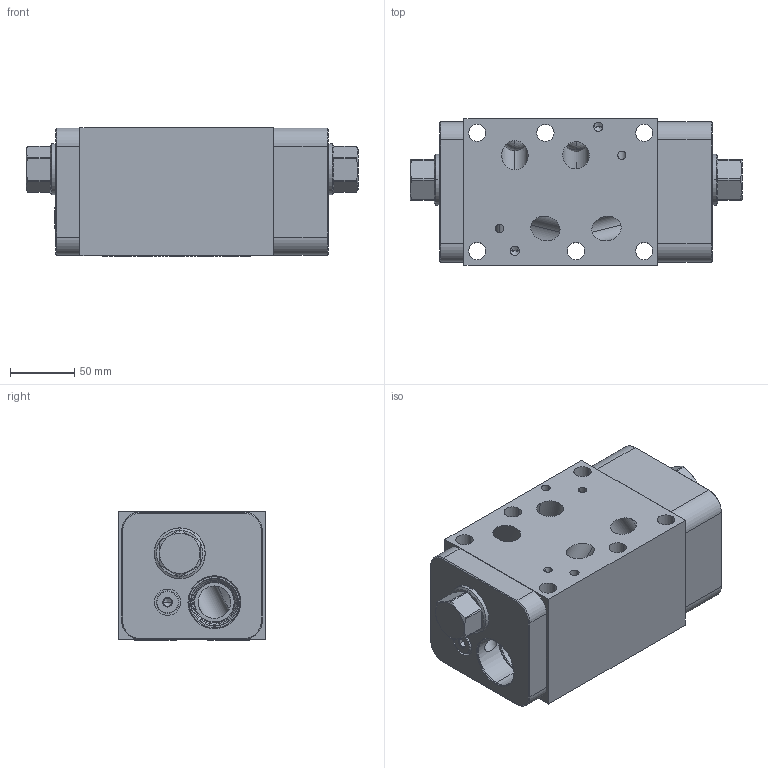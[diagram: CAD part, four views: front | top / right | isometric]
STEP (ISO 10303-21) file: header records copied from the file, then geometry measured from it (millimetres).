
FILE_DESCRIPTION((''),'2;1');
FILE_NAME('HB9_ASM','2021-11-23T',('ProEService'),(''),'PRO/ENGINEER BY PARAMETRIC TECHNOLOGY CORPORATION, 2014200','PRO/ENGINEER BY PARAMETRIC TECHNOLOGY CORPORATION, 2014200','');
FILE_SCHEMA(('CONFIG_CONTROL_DESIGN'));
Length unit declared in the file: inch
Products named in the file (7): 153-082; CXHAXCN; A330-006-006; 500-001-121; 500-001-114; 811-001-002; HB9_ASM
Assembly tree (12 placements, depth 2):
  HB9_ASM
    153-082
    CXHAXCN  x2
    A330-006-006  x2
    500-001-121  x4
    500-001-114  x2
    811-001-002
Bounding box: 258.8 x 114.3 x 100.48 mm (x, y, z)
Volume: 1942496.4 mm3; surface area: 251587.8 mm2
Topology: 14 solids, 16 shells, 798 faces, 2140 edges, 1597 vertices
Faces by surface type: cylinder 333, cone 180, plane 153, torus 80, revolution 36, sphere 16
Entity records: 22457 total; most frequent: CARTESIAN_POINT 8059, DIRECTION 3094, ORIENTED_EDGE 2600, EDGE_CURVE 1300, AXIS2_PLACEMENT_3D 1170, VERTEX_POINT 791, VECTOR 740, LINE 740
